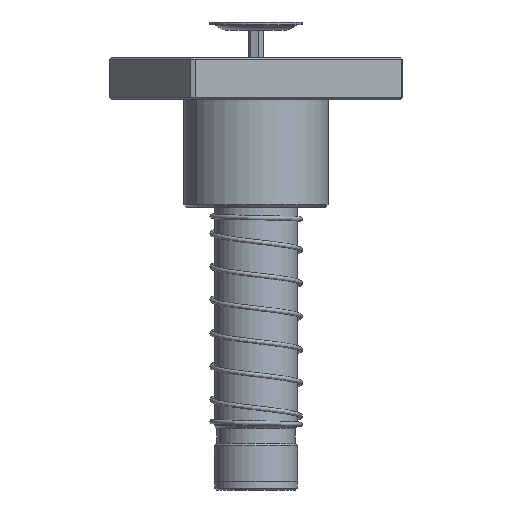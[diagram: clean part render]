
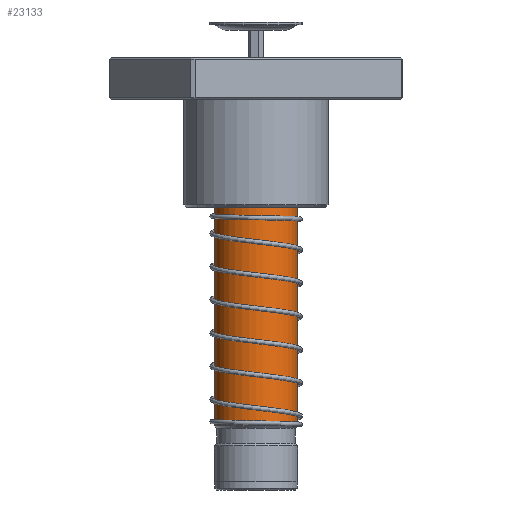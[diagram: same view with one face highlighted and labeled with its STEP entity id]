
A CAD part, front view. The second image highlights one B-rep face of the part: STEP entity #23133.
In plain terms, the highlighted cylindrical face has radius 25 mm (diameter 50 mm), a partial arc.
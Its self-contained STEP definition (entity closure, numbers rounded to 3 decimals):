
#970 = LINE ( 'NONE', #30878, #19140 ) ;
#2012 = CARTESIAN_POINT ( 'NONE',  ( -25., 0., 257. ) ) ;
#2347 = AXIS2_PLACEMENT_3D ( 'NONE', #18354, #25832, #2754 ) ;
#2754 = DIRECTION ( 'NONE',  ( -1., 0., 0. ) ) ;
#3499 = VECTOR ( 'NONE', #31643, 1000. ) ;
#4558 = EDGE_CURVE ( 'NONE', #21300, #5120, #4765, .T. ) ;
#4765 = CIRCLE ( 'NONE', #24976, 25. ) ;
#5120 = VERTEX_POINT ( 'NONE', #2012 ) ;
#5686 = EDGE_LOOP ( 'NONE', ( #43711, #15657, #6327, #10411 ) ) ;
#6327 = ORIENTED_EDGE ( 'NONE', *, *, #32004, .T. ) ;
#7780 = AXIS2_PLACEMENT_3D ( 'NONE', #48110, #25096, #44538 ) ;
#8275 = EDGE_CURVE ( 'NONE', #28578, #31644, #25857, .T. ) ;
#8753 = FACE_OUTER_BOUND ( 'NONE', #5686, .T. ) ;
#10411 = ORIENTED_EDGE ( 'NONE', *, *, #8275, .F. ) ;
#10433 = EDGE_CURVE ( 'NONE', #21300, #28578, #970, .T. ) ;
#15657 = ORIENTED_EDGE ( 'NONE', *, *, #4558, .T. ) ;
#16854 = LINE ( 'NONE', #27058, #3499 ) ;
#18354 = CARTESIAN_POINT ( 'NONE',  ( 0., 0., 38.5 ) ) ;
#18827 = DIRECTION ( 'NONE',  ( 0., 0., -1. ) ) ;
#19140 = VECTOR ( 'NONE', #18827, 1000. ) ;
#19143 = DIRECTION ( 'NONE',  ( 0., 0., -1. ) ) ;
#20890 = CYLINDRICAL_SURFACE ( 'NONE', #7780, 25. ) ;
#21300 = VERTEX_POINT ( 'NONE', #37951 ) ;
#23133 = ADVANCED_FACE ( 'NONE', ( #8753 ), #20890, .T. ) ;
#23806 = CARTESIAN_POINT ( 'NONE',  ( -25., 0., 38.5 ) ) ;
#24976 = AXIS2_PLACEMENT_3D ( 'NONE', #38447, #19143, #30350 ) ;
#25096 = DIRECTION ( 'NONE',  ( 0., 0., -1. ) ) ;
#25832 = DIRECTION ( 'NONE',  ( 0., 0., -1. ) ) ;
#25857 = CIRCLE ( 'NONE', #2347, 25. ) ;
#27058 = CARTESIAN_POINT ( 'NONE',  ( -25., 0., 260. ) ) ;
#27061 = CARTESIAN_POINT ( 'NONE',  ( 25., 0., 38.5 ) ) ;
#28578 = VERTEX_POINT ( 'NONE', #27061 ) ;
#30350 = DIRECTION ( 'NONE',  ( 1., 0., 0. ) ) ;
#30878 = CARTESIAN_POINT ( 'NONE',  ( 25., 0., 260. ) ) ;
#31643 = DIRECTION ( 'NONE',  ( 0., 0., -1. ) ) ;
#31644 = VERTEX_POINT ( 'NONE', #23806 ) ;
#32004 = EDGE_CURVE ( 'NONE', #5120, #31644, #16854, .T. ) ;
#37951 = CARTESIAN_POINT ( 'NONE',  ( 25., 0., 257. ) ) ;
#38447 = CARTESIAN_POINT ( 'NONE',  ( 0., 0., 257. ) ) ;
#43711 = ORIENTED_EDGE ( 'NONE', *, *, #10433, .F. ) ;
#44538 = DIRECTION ( 'NONE',  ( -1., 0., 0. ) ) ;
#48110 = CARTESIAN_POINT ( 'NONE',  ( 0., 0., 260. ) ) ;
